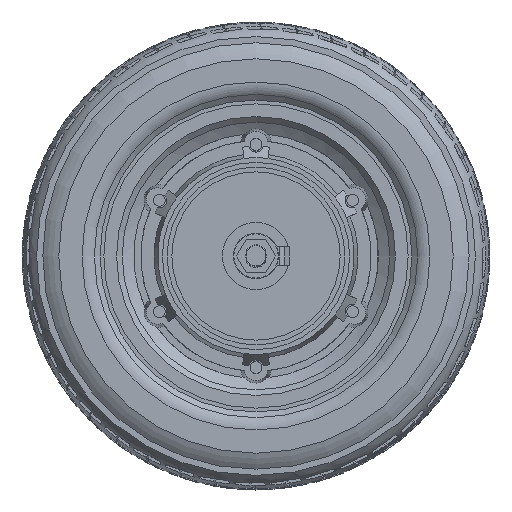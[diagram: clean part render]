
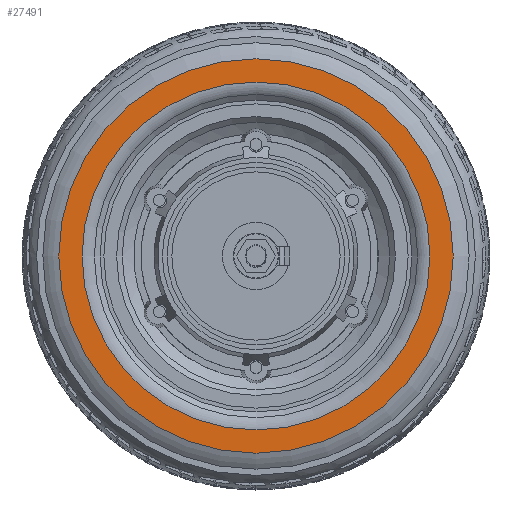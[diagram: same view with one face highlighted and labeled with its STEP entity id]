
A CAD part, left-side view. The second image highlights one B-rep face of the part: STEP entity #27491.
In plain terms, the highlighted face is planar.
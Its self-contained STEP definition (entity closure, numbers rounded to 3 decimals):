
#6097=FACE_BOUND('',#8497,.T.);
#6834=FACE_OUTER_BOUND('',#8496,.T.);
#8496=EDGE_LOOP('',(#21440));
#8497=EDGE_LOOP('',(#21441));
#10109=CIRCLE('',#29855,104.325);
#10113=CIRCLE('',#29876,92.028);
#12095=VERTEX_POINT('',#45705);
#12108=VERTEX_POINT('',#45763);
#15448=EDGE_CURVE('',#12095,#12095,#10109,.T.);
#15475=EDGE_CURVE('',#12108,#12108,#10113,.T.);
#21440=ORIENTED_EDGE('',*,*,#15448,.F.);
#21441=ORIENTED_EDGE('',*,*,#15475,.T.);
#26187=PLANE('',#29878);
#27491=ADVANCED_FACE('',(#6834,#6097),#26187,.T.);
#29855=AXIS2_PLACEMENT_3D('',#45707,#34568,#34569);
#29876=AXIS2_PLACEMENT_3D('',#45764,#34633,#34634);
#29878=AXIS2_PLACEMENT_3D('',#45766,#34637,#34638);
#34568=DIRECTION('center_axis',(0.,1.,0.));
#34569=DIRECTION('ref_axis',(1.,0.,0.));
#34633=DIRECTION('center_axis',(0.,1.,0.));
#34634=DIRECTION('ref_axis',(1.,0.,0.));
#34637=DIRECTION('center_axis',(0.,-1.,0.));
#34638=DIRECTION('ref_axis',(0.,0.,-1.));
#45705=CARTESIAN_POINT('',(0.,-27.,-104.325));
#45707=CARTESIAN_POINT('Origin',(0.,-27.,0.));
#45763=CARTESIAN_POINT('',(0.,-27.,-92.028));
#45764=CARTESIAN_POINT('Origin',(0.,-27.,0.));
#45766=CARTESIAN_POINT('Origin',(0.,-27.,104.325));
